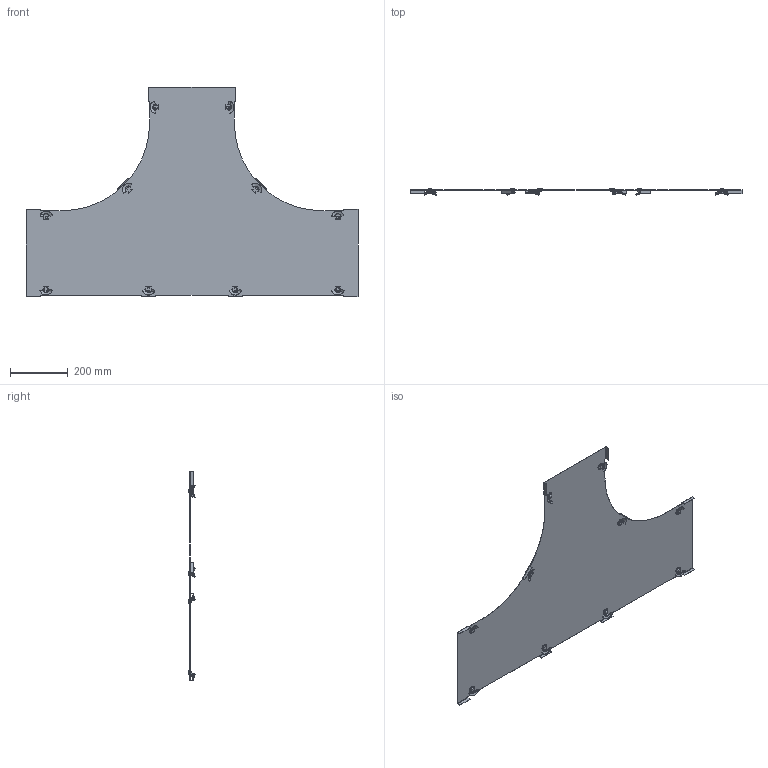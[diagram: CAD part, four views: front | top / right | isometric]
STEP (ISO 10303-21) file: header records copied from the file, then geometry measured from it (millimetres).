
FILE_DESCRIPTION (( 'STEP AP214' ), '1' );
FILE_NAME ('6226102.stp', '2024-02-12T13:16:43', ( '' ), ( '' ), 'SwSTEP 2.0', 'SolidWorks 2022', '' );
FILE_SCHEMA (( 'AUTOMOTIVE_DESIGN' ));
Length unit declared in the file: millimetre
Products named in the file (5): 120072_Standard; 087760_NB=300 d-16,5 für Helix-Drehriegel; 099600_Standard; 6226102; 109905_quadratisch
Assembly tree (13 placements, depth 3):
  6226102
    087760_NB=300 d-16,5 für Helix-Drehriegel
    120072_Standard  x10
      099600_Standard
      109905_quadratisch
Bounding box: 1150 x 21.36 x 727 mm (x, y, z)
Volume: 539077.2 mm3; surface area: 1053231.1 mm2
Topology: 21 solids, 21 shells, 1030 faces, 2604 edges, 1646 vertices
Faces by surface type: plane 436, bspline 340, cylinder 154, cone 80, torus 20
Full cylindrical faces by diameter (mm): 16.5 x10
Entity records: 8344 total; most frequent: CARTESIAN_POINT 3291, ORIENTED_EDGE 1032, DIRECTION 916, EDGE_CURVE 516, VERTEX_POINT 321, AXIS2_PLACEMENT_3D 311, LINE 294, VECTOR 294
